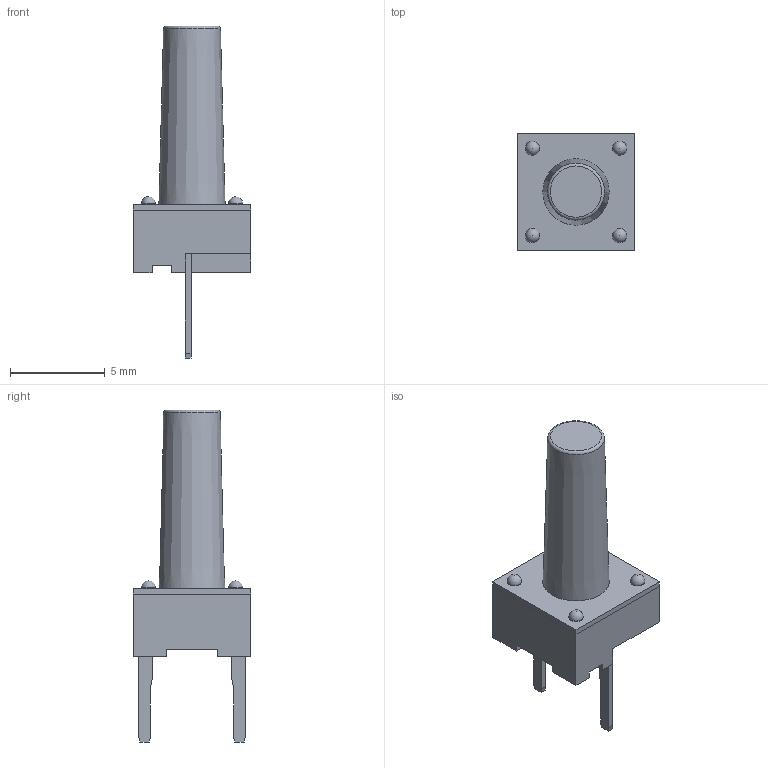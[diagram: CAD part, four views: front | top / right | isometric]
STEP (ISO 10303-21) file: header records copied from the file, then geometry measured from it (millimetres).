
FILE_DESCRIPTION(/* description */ (''),/* implementation_level */ '2;1');
FILE_NAME(/* name */ 'TL59DF160Q.stp',/* time_stamp */ '2023-10-31T09:26:32-05:00',/* author */ ('mwilliams'),/* organization */ (''),/* preprocessor_version */ 'ST-DEVELOPER v18.1',/* originating_system */ 'Autodesk Inventor 2022',/* authorisation */ '');
FILE_SCHEMA (('AUTOMOTIVE_DESIGN { 1 0 10303 214 3 1 1 }'));
Length unit declared in the file: millimetre
Products named in the file (1): P010561_Simplify_1
Bounding box: 6.2 x 6.2 x 17.5 mm (x, y, z)
Volume: 202.3 mm3; surface area: 292.4 mm2
Topology: 1 solids, 1 shells, 73 faces, 198 edges, 129 vertices
Faces by surface type: plane 62, cylinder 5, sphere 4, cone 1, torus 1
Full cylindrical faces by diameter (mm): 0.75 x4, 3.5 x1
Entity records: 2283 total; most frequent: CARTESIAN_POINT 397, ORIENTED_EDGE 388, DIRECTION 364, EDGE_CURVE 194, LINE 172, VECTOR 172, VERTEX_POINT 129, AXIS2_PLACEMENT_3D 96
